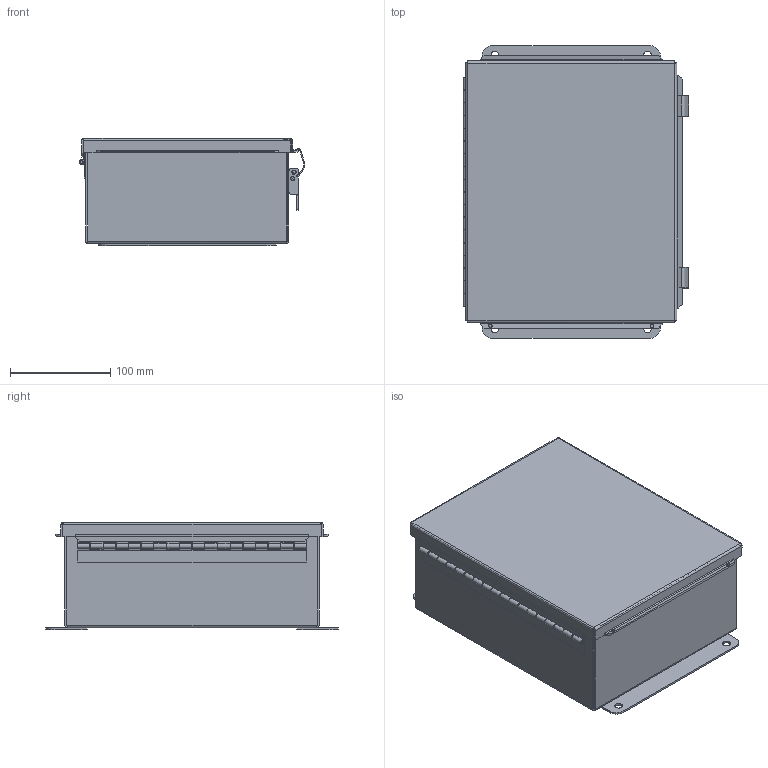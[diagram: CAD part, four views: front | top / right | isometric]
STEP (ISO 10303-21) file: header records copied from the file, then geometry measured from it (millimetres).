
FILE_DESCRIPTION((''),'2;1');
FILE_NAME('B100804CHQR.iam.stp','2012-02-13T09:42:21',(''),(''),'Autodesk Inventor 2012','Autodesk Inventor 2012','');
FILE_SCHEMA(('AUTOMOTIVE_DESIGN { 1 0 10303 214 1 1 1 1 }'));
Length unit declared in the file: inch
Products named in the file (17): B100804CHQR; 3499; 3483; B100804CHQRBKP; 328122; 328122LH; 328122P; 328122TH; 316164; 38811; B1008CHQRLID; 35011; PART1; PART2; PART3; PART4; PART5
Assembly tree (22 placements, depth 3):
  B100804CHQR
    3499  x4
    3483  x2
    B100804CHQRBKP
    328122
      328122LH
      328122P
      328122TH
    316164  x2
    38811
    B1008CHQRLID
    35011  x2
      PART1
      PART2
      PART3
      PART4
      PART5
Bounding box: 225.54 x 292.1 x 107.18 mm (x, y, z)
Volume: 503501.4 mm3; surface area: 546976.3 mm2
Topology: 24 solids, 24 shells, 569 faces, 1433 edges, 917 vertices
Faces by surface type: plane 351, cylinder 171, bspline 44, torus 2, cone 1
Full cylindrical faces by diameter (mm): 2.54 x1, 2.957 x18, 3.454 x4, 3.556 x2, 3.946 x12, 3.962 x4, 4.286 x8, 4.826 x1, 6.35 x1, 7.62 x4, 7.874 x4, 15.875 x4
Entity records: 13532 total; most frequent: CARTESIAN_POINT 2989, DIRECTION 2004, ORIENTED_EDGE 1964, EDGE_CURVE 982, VECTOR 740, LINE 740, VERTEX_POINT 640, AXIS2_PLACEMENT_3D 632
